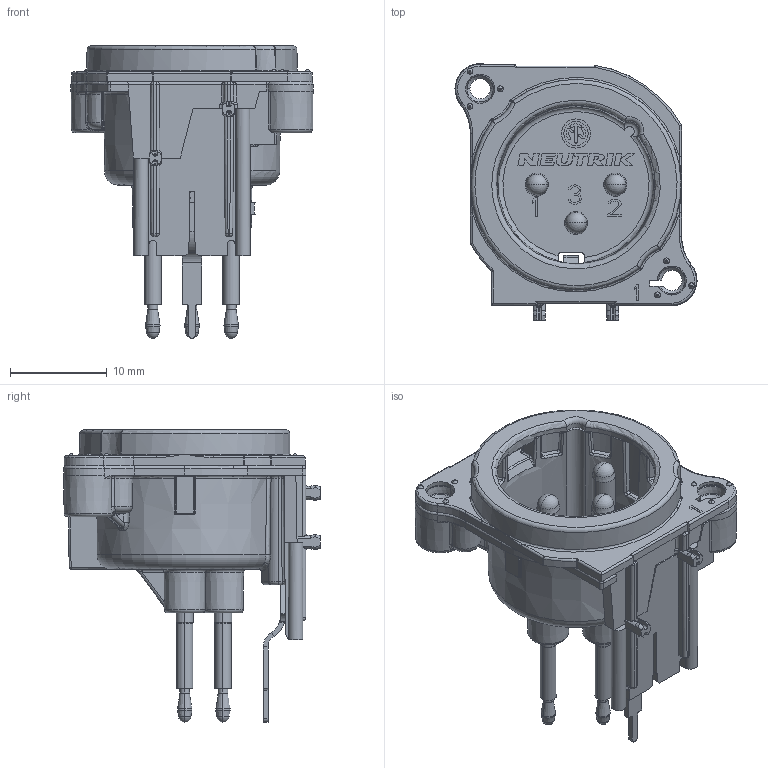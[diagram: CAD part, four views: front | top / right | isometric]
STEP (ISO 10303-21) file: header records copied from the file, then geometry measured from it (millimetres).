
FILE_DESCRIPTION((''),'2;1');
FILE_NAME('NC3MBV','2020-10-28T15:52:11',('phk'),(''),'CREO PARAMETRIC BY PTC INC, 2019080','CREO PARAMETRIC BY PTC INC, 2019080','');
FILE_SCHEMA(('CONFIG_CONTROL_DESIGN'));
Products named in the file (1): NC3MBV
Bounding box: 25 x 26.5 x 30.2 mm (x, y, z)
Volume: 2569.7 mm3; surface area: 5025.2 mm2
Topology: 1 solids, 6 shells, 1484 faces, 3725 edges, 2244 vertices
Faces by surface type: plane 497, cylinder 356, bspline 241, torus 141, cone 113, sphere 107, extrusion 29
Entity records: 52556 total; most frequent: CARTESIAN_POINT 19040, ORIENTED_EDGE 7394, DIRECTION 6483, EDGE_CURVE 3697, AXIS2_PLACEMENT_3D 2402, VERTEX_POINT 2244, VECTOR 1679, LINE 1650
